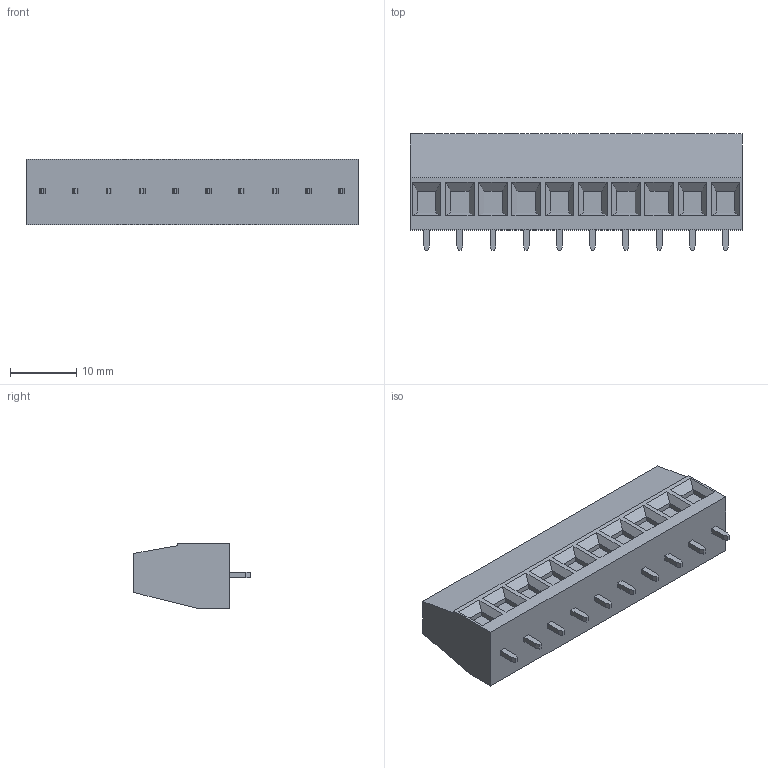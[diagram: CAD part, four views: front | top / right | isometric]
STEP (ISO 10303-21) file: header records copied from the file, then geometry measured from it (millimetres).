
FILE_DESCRIPTION((''),'2;1');
FILE_NAME('395433010','2015-02-25T',('me'),(''),'PRO/ENGINEER BY PARAMETRIC TECHNOLOGY CORPORATION, 2011490','PRO/ENGINEER BY PARAMETRIC TECHNOLOGY CORPORATION, 2011490','');
FILE_SCHEMA(('CONFIG_CONTROL_DESIGN'));
Length unit declared in the file: inch
Products named in the file (1): 395433010
Bounding box: 50.01 x 17.53 x 9.91 mm (x, y, z)
Volume: 5651.8 mm3; surface area: 3962.2 mm2
Topology: 1 solids, 1 shells, 659 faces, 1711 edges, 1114 vertices
Faces by surface type: plane 439, cylinder 100, torus 100, cone 20
Entity records: 20124 total; most frequent: CARTESIAN_POINT 3705, DIRECTION 3451, ORIENTED_EDGE 3362, EDGE_CURVE 1681, AXIS2_PLACEMENT_3D 1160, VECTOR 1131, LINE 1131, VERTEX_POINT 1074
